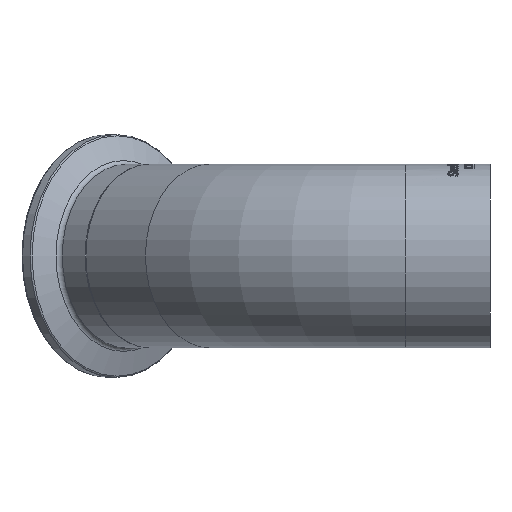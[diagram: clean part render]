
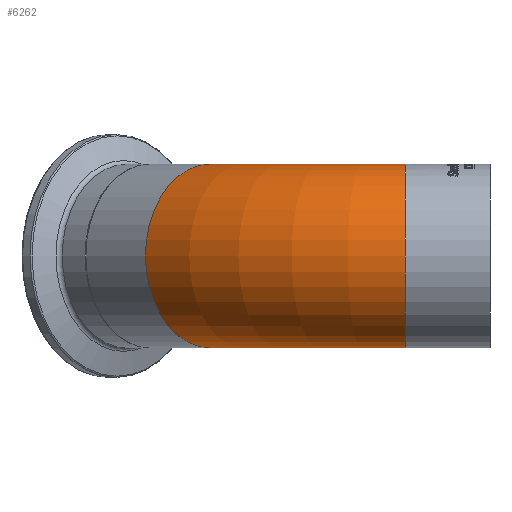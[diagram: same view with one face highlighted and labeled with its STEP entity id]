
A CAD part, left-side view. The second image highlights one B-rep face of the part: STEP entity #6262.
In plain terms, the highlighted toroidal (fillet/blend) face has major radius 57.15 mm and minor radius 19.05 mm.
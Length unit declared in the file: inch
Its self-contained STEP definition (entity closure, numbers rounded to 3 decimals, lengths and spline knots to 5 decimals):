
#18=TOROIDAL_SURFACE('',#6659,2.25,0.75);
#707=FACE_OUTER_BOUND('',#1081,.T.);
#1081=EDGE_LOOP('',(#5741,#5742,#5743,#5744,#5745,#5746,#5747));
#1233=CIRCLE('',#6627,0.75);
#1234=CIRCLE('',#6628,0.75);
#1244=CIRCLE('',#6651,0.75);
#1245=CIRCLE('',#6652,0.75);
#1246=CIRCLE('',#6653,0.75);
#1250=CIRCLE('',#6660,1.5);
#2997=VERTEX_POINT('',#13922);
#2998=VERTEX_POINT('',#13924);
#3008=VERTEX_POINT('',#13960);
#3009=VERTEX_POINT('',#13962);
#3010=VERTEX_POINT('',#13964);
#3914=EDGE_CURVE('',#2997,#2998,#1233,.T.);
#3915=EDGE_CURVE('',#2998,#2997,#1234,.T.);
#3928=EDGE_CURVE('',#3008,#3009,#1244,.T.);
#3929=EDGE_CURVE('',#3009,#3010,#1245,.T.);
#3930=EDGE_CURVE('',#3010,#3008,#1246,.T.);
#3934=EDGE_CURVE('',#3010,#2997,#1250,.T.);
#5741=ORIENTED_EDGE('',*,*,#3929,.F.);
#5742=ORIENTED_EDGE('',*,*,#3928,.F.);
#5743=ORIENTED_EDGE('',*,*,#3930,.F.);
#5744=ORIENTED_EDGE('',*,*,#3934,.T.);
#5745=ORIENTED_EDGE('',*,*,#3915,.F.);
#5746=ORIENTED_EDGE('',*,*,#3914,.F.);
#5747=ORIENTED_EDGE('',*,*,#3934,.F.);
#6262=ADVANCED_FACE('',(#707),#18,.T.);
#6627=AXIS2_PLACEMENT_3D('',#13925,#7793,#7794);
#6628=AXIS2_PLACEMENT_3D('',#13926,#7795,#7796);
#6651=AXIS2_PLACEMENT_3D('',#13963,#7844,#7845);
#6652=AXIS2_PLACEMENT_3D('',#13965,#7846,#7847);
#6653=AXIS2_PLACEMENT_3D('',#13966,#7848,#7849);
#6659=AXIS2_PLACEMENT_3D('',#13974,#7860,#7861);
#6660=AXIS2_PLACEMENT_3D('',#13975,#7862,#7863);
#7793=DIRECTION('center_axis',(0.,-1.,0.));
#7794=DIRECTION('ref_axis',(1.,0.,0.));
#7795=DIRECTION('center_axis',(0.,-1.,0.));
#7796=DIRECTION('ref_axis',(1.,0.,0.));
#7844=DIRECTION('center_axis',(0.707,0.707,0.));
#7845=DIRECTION('ref_axis',(0.707,-0.707,0.));
#7846=DIRECTION('center_axis',(0.707,0.707,0.));
#7847=DIRECTION('ref_axis',(0.707,-0.707,0.));
#7848=DIRECTION('center_axis',(0.707,0.707,0.));
#7849=DIRECTION('ref_axis',(0.707,-0.707,0.));
#7860=DIRECTION('center_axis',(0.,0.,-1.));
#7861=DIRECTION('ref_axis',(-1.,0.,0.));
#7862=DIRECTION('center_axis',(0.,0.,1.));
#7863=DIRECTION('ref_axis',(-1.,0.,0.));
#13922=CARTESIAN_POINT('',(0.75,0.69296,0.));
#13924=CARTESIAN_POINT('',(0.,0.69296,-0.75));
#13925=CARTESIAN_POINT('Origin',(0.,0.69296,0.));
#13926=CARTESIAN_POINT('Origin',(0.,0.69296,0.));
#13960=CARTESIAN_POINT('',(0.12868,2.81428,0.));
#13962=CARTESIAN_POINT('',(0.65901,2.28395,0.75));
#13963=CARTESIAN_POINT('Origin',(0.65901,2.28395,0.));
#13964=CARTESIAN_POINT('',(1.18934,1.75362,0.));
#13965=CARTESIAN_POINT('Origin',(0.65901,2.28395,0.));
#13966=CARTESIAN_POINT('Origin',(0.65901,2.28395,0.));
#13974=CARTESIAN_POINT('Origin',(2.25,0.69296,0.));
#13975=CARTESIAN_POINT('Origin',(2.25,0.69296,0.));
